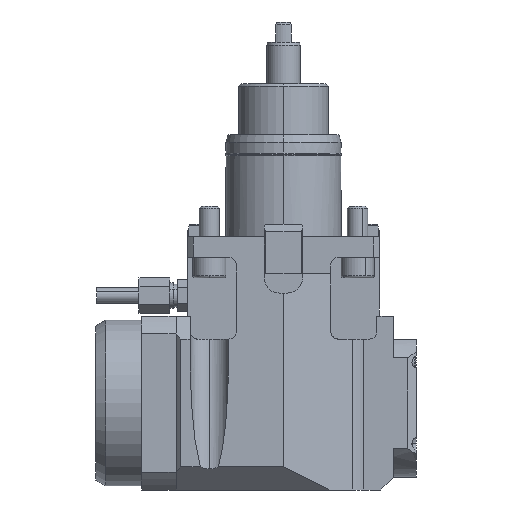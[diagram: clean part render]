
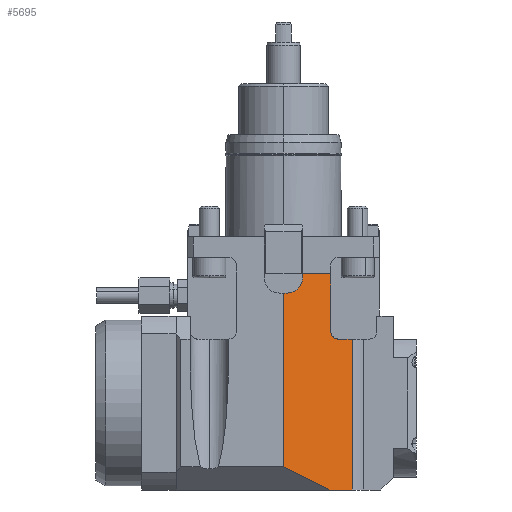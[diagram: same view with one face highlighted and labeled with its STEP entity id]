
A CAD part, front view. The second image highlights one B-rep face of the part: STEP entity #5695.
In plain terms, the highlighted planar face has unit normal (0.447, -0.894, 0).
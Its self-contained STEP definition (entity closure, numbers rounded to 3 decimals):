
#4375=CARTESIAN_POINT('',(26.889,-24.056,-99.));
#4376=VERTEX_POINT('',#4375);
#4384=CARTESIAN_POINT('',(18.,-28.5,-99.));
#4385=VERTEX_POINT('',#4384);
#4386=CARTESIAN_POINT('',(26.889,-24.056,-99.));
#4387=DIRECTION('',(-0.894,-0.447,0.));
#4388=VECTOR('',#4387,9.938);
#4389=LINE('',#4386,#4388);
#4390=EDGE_CURVE('',#4376,#4385,#4389,.T.);
#5581=CARTESIAN_POINT('',(7.5,-33.75,-14.5));
#5582=VERTEX_POINT('',#5581);
#5591=CARTESIAN_POINT('',(18.5,-28.25,-14.5));
#5592=VERTEX_POINT('',#5591);
#5593=CARTESIAN_POINT('',(18.5,-28.25,-14.5));
#5594=DIRECTION('',(-0.894,-0.447,0.));
#5595=VECTOR('',#5594,12.298);
#5596=LINE('',#5593,#5595);
#5597=EDGE_CURVE('',#5592,#5582,#5596,.T.);
#5616=CARTESIAN_POINT('',(26.889,-24.056,-99.));
#5617=DIRECTION('',(0.447,-0.894,0.));
#5618=DIRECTION('',(0.,-0.,-1.));
#5619=AXIS2_PLACEMENT_3D('',#5616,#5617,#5618);
#5620=PLANE('',#5619);
#5621=CARTESIAN_POINT('',(7.5,-33.75,-16.));
#5622=VERTEX_POINT('',#5621);
#5623=CARTESIAN_POINT('',(7.5,-33.75,-16.));
#5624=DIRECTION('',(0.,0.,1.));
#5625=VECTOR('',#5624,1.5);
#5626=LINE('',#5623,#5625);
#5627=EDGE_CURVE('',#5622,#5582,#5626,.T.);
#5628=ORIENTED_EDGE('',*,*,#5627,.F.);
#5629=CARTESIAN_POINT('',(1.5,-36.75,-22.));
#5630=VERTEX_POINT('',#5629);
#5631=CARTESIAN_POINT('',(1.5,-36.75,-16.));
#5632=DIRECTION('',(0.447,-0.894,0.));
#5633=DIRECTION('',(0.894,0.447,0.));
#5634=AXIS2_PLACEMENT_3D('',#5631,#5632,#5633);
#5635=ELLIPSE('',#5634,6.708,6.);
#5636=EDGE_CURVE('',#5630,#5622,#5635,.T.);
#5637=ORIENTED_EDGE('',*,*,#5636,.F.);
#5638=CARTESIAN_POINT('',(-0.,-37.5,-22.));
#5639=VERTEX_POINT('',#5638);
#5640=CARTESIAN_POINT('',(-0.,-37.5,-22.));
#5641=DIRECTION('',(0.894,0.447,0.));
#5642=VECTOR('',#5641,1.677);
#5643=LINE('',#5640,#5642);
#5644=EDGE_CURVE('',#5639,#5630,#5643,.T.);
#5645=ORIENTED_EDGE('',*,*,#5644,.F.);
#5646=CARTESIAN_POINT('',(-0.,-37.5,-90.));
#5647=VERTEX_POINT('',#5646);
#5648=CARTESIAN_POINT('',(-0.,-37.5,-90.));
#5649=DIRECTION('',(-0.,0.,1.));
#5650=VECTOR('',#5649,68.);
#5651=LINE('',#5648,#5650);
#5652=EDGE_CURVE('',#5647,#5639,#5651,.T.);
#5653=ORIENTED_EDGE('',*,*,#5652,.F.);
#5654=CARTESIAN_POINT('',(18.,-28.5,-99.));
#5655=DIRECTION('',(-0.816,-0.408,0.408));
#5656=VECTOR('',#5655,22.045);
#5657=LINE('',#5654,#5656);
#5658=EDGE_CURVE('',#4385,#5647,#5657,.T.);
#5659=ORIENTED_EDGE('',*,*,#5658,.F.);
#5660=ORIENTED_EDGE('',*,*,#4390,.F.);
#5661=CARTESIAN_POINT('',(26.889,-24.056,-40.));
#5662=VERTEX_POINT('',#5661);
#5663=CARTESIAN_POINT('',(26.889,-24.056,-99.));
#5664=DIRECTION('',(0.,-0.,1.));
#5665=VECTOR('',#5664,59.);
#5666=LINE('',#5663,#5665);
#5667=EDGE_CURVE('',#4376,#5662,#5666,.T.);
#5668=ORIENTED_EDGE('',*,*,#5667,.T.);
#5669=CARTESIAN_POINT('',(21.5,-26.75,-40.));
#5670=VERTEX_POINT('',#5669);
#5671=CARTESIAN_POINT('',(21.5,-26.75,-40.));
#5672=DIRECTION('',(0.894,0.447,0.));
#5673=VECTOR('',#5672,6.025);
#5674=LINE('',#5671,#5673);
#5675=EDGE_CURVE('',#5670,#5662,#5674,.T.);
#5676=ORIENTED_EDGE('',*,*,#5675,.F.);
#5677=CARTESIAN_POINT('',(18.5,-28.25,-37.));
#5678=VERTEX_POINT('',#5677);
#5679=CARTESIAN_POINT('',(21.5,-26.75,-37.));
#5680=DIRECTION('',(0.447,-0.894,0.));
#5681=DIRECTION('',(-0.894,-0.447,-0.));
#5682=AXIS2_PLACEMENT_3D('',#5679,#5680,#5681);
#5683=ELLIPSE('',#5682,3.354,3.);
#5684=EDGE_CURVE('',#5678,#5670,#5683,.T.);
#5685=ORIENTED_EDGE('',*,*,#5684,.F.);
#5686=CARTESIAN_POINT('',(18.5,-28.25,-14.5));
#5687=DIRECTION('',(0.,0.,-1.));
#5688=VECTOR('',#5687,22.5);
#5689=LINE('',#5686,#5688);
#5690=EDGE_CURVE('',#5592,#5678,#5689,.T.);
#5691=ORIENTED_EDGE('',*,*,#5690,.F.);
#5692=ORIENTED_EDGE('',*,*,#5597,.T.);
#5693=EDGE_LOOP('',(#5628,#5637,#5645,#5653,#5659,#5660,#5668,#5676,#5685,#5691,#5692));
#5694=FACE_BOUND('',#5693,.T.);
#5695=ADVANCED_FACE('',(#5694),#5620,.T.);
